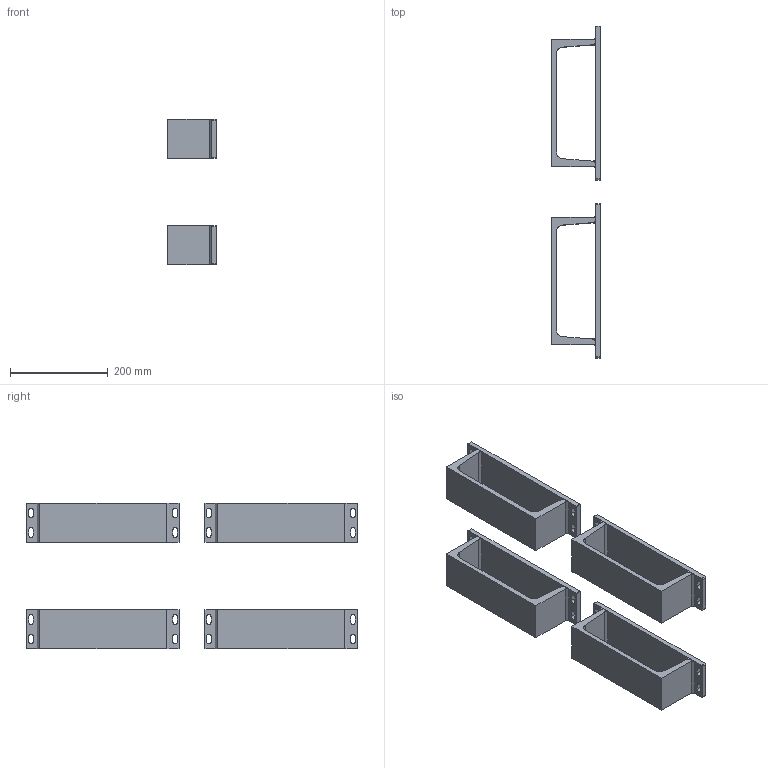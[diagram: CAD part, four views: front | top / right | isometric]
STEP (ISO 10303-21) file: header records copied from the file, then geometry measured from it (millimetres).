
FILE_DESCRIPTION(/* description */ (''),/* implementation_level */ '2;1');
FILE_NAME(/* name */ '13518_KriTec_Satz_Gabelstaplerschuhe_8_80.stp',/* time_stamp */ '2016-10-05T11:41:55+02:00',/* author */ ('Steiner'),/* organization */ (''),/* preprocessor_version */ 'ST-DEVELOPER v16.1',/* originating_system */ 'Autodesk Inventor 2016',/* authorisation */ '');
FILE_SCHEMA (('AUTOMOTIVE_DESIGN { 1 0 10303 214 3 1 1 }'));
Length unit declared in the file: millimetre
Products named in the file (5): 13375_KriTec_Gabelstaplerschuhe_8_80_Schweißnäh
te; DIN1026-1 - U 260 - 80; Flachstahl_8_80; 13375_KriTec_Gabelstaplerschuhe_8_80; 13518_KriTec_Satz_Gabelstaplerschuhe_8_80
Assembly tree (7 placements, depth 3):
  13518_KriTec_Satz_Gabelstaplerschuhe_8_80
    13375_KriTec_Gabelstaplerschuhe_8_80  x4
      13375_KriTec_Gabelstaplerschuhe_8_80_Schweißnäh
te
      DIN1026-1 - U 260 - 80
      Flachstahl_8_80
Bounding box: 100 x 679.21 x 298.03 mm (x, y, z)
Volume: 2546386.6 mm3; surface area: 569346.1 mm2
Topology: 24 solids, 24 shells, 240 faces, 576 edges, 384 vertices
Faces by surface type: plane 168, cylinder 72
Entity records: 1901 total; most frequent: DIRECTION 324, CARTESIAN_POINT 312, ORIENTED_EDGE 288, EDGE_CURVE 144, LINE 108, VECTOR 108, AXIS2_PLACEMENT_3D 108, VERTEX_POINT 96
